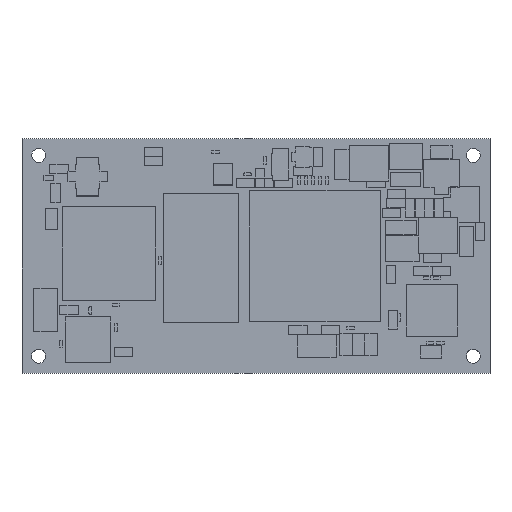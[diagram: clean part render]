
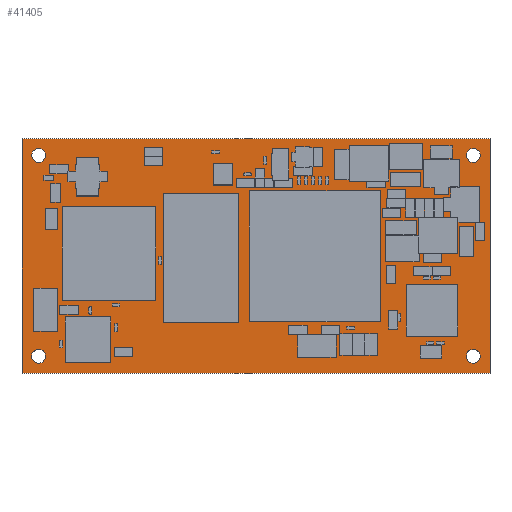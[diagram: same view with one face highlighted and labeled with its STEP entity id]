
A CAD part, top view. The second image highlights one B-rep face of the part: STEP entity #41405.
In plain terms, the highlighted planar face has unit normal (0, 0, 1).
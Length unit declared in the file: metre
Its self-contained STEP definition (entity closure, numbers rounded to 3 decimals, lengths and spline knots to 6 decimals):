
#786 = CIRCLE ( 'NONE', #7646, 0.000749 ) ;
#1545 = LINE ( 'NONE', #49310, #24505 ) ;
#2168 = AXIS2_PLACEMENT_3D ( 'NONE', #42582, #37135, #31682 ) ;
#2944 = EDGE_LOOP ( 'NONE', ( #19396, #43161 ) ) ;
#3229 = EDGE_CURVE ( 'NONE', #10271, #25598, #786, .T. ) ;
#3251 = CARTESIAN_POINT ( 'NONE',  ( 0., 0.025032, 0.00095 ) ) ;
#4292 = DIRECTION ( 'NONE',  ( 1., 0., 0. ) ) ;
#5404 = CARTESIAN_POINT ( 'NONE',  ( 0.048255, 0.023264, 0.00095 ) ) ;
#6151 = DIRECTION ( 'NONE',  ( -1., 0., 0. ) ) ;
#6356 = EDGE_LOOP ( 'NONE', ( #23188, #39233, #33028, #15102 ) ) ;
#7646 = AXIS2_PLACEMENT_3D ( 'NONE', #40979, #35523, #30079 ) ;
#8341 = DIRECTION ( 'NONE',  ( 1., 0., 0. ) ) ;
#8707 = LINE ( 'NONE', #3251, #37951 ) ;
#9111 = CIRCLE ( 'NONE', #17661, 0.000749 ) ;
#9501 = CARTESIAN_POINT ( 'NONE',  ( 0.001022, 0.001785, 0.00095 ) ) ;
#9503 = CARTESIAN_POINT ( 'NONE',  ( 0., 0.025032, 0.00095 ) ) ;
#9748 = DIRECTION ( 'NONE',  ( 0., 0., 1. ) ) ;
#10089 = VERTEX_POINT ( 'NONE', #33110 ) ;
#10271 = VERTEX_POINT ( 'NONE', #26997 ) ;
#11229 = CARTESIAN_POINT ( 'NONE',  ( 0.002523, 0.023264, 0.00095 ) ) ;
#11341 = CARTESIAN_POINT ( 'NONE',  ( 0.049005, 0.023264, 0.00095 ) ) ;
#11419 = DIRECTION ( 'NONE',  ( 1., 0., 0. ) ) ;
#11593 = DIRECTION ( 'NONE',  ( 0., 0., -1. ) ) ;
#11911 = EDGE_CURVE ( 'NONE', #22562, #36045, #29404, .T. ) ;
#12170 = EDGE_LOOP ( 'NONE', ( #46808, #52370 ) ) ;
#12663 = VERTEX_POINT ( 'NONE', #36982 ) ;
#13295 = CIRCLE ( 'NONE', #39404, 0.000749 ) ;
#13636 = ORIENTED_EDGE ( 'NONE', *, *, #30925, .F. ) ;
#13826 = CARTESIAN_POINT ( 'NONE',  ( 0.050032, 0., 0.00095 ) ) ;
#15102 = ORIENTED_EDGE ( 'NONE', *, *, #38194, .T. ) ;
#15213 = CARTESIAN_POINT ( 'NONE',  ( 0.001771, 0.001785, 0.00095 ) ) ;
#15299 = DIRECTION ( 'NONE',  ( 1., 0., 0. ) ) ;
#16914 = DIRECTION ( 'NONE',  ( 0., 0., 1. ) ) ;
#17080 = CARTESIAN_POINT ( 'NONE',  ( 0., 0., 0.00095 ) ) ;
#17661 = AXIS2_PLACEMENT_3D ( 'NONE', #15213, #9748, #4292 ) ;
#18123 = VERTEX_POINT ( 'NONE', #48998 ) ;
#19249 = LINE ( 'NONE', #13826, #20822 ) ;
#19396 = ORIENTED_EDGE ( 'NONE', *, *, #37431, .F. ) ;
#20739 = DIRECTION ( 'NONE',  ( 0., 0., 1. ) ) ;
#20822 = VECTOR ( 'NONE', #8341, 1. ) ;
#22463 = AXIS2_PLACEMENT_3D ( 'NONE', #38659, #16914, #11419 ) ;
#22509 = PLANE ( 'NONE',  #30529 ) ;
#22562 = VERTEX_POINT ( 'NONE', #31050 ) ;
#22590 = DIRECTION ( 'NONE',  ( 1., 0., 0. ) ) ;
#23095 = EDGE_CURVE ( 'NONE', #36045, #22562, #37583, .T. ) ;
#23188 = ORIENTED_EDGE ( 'NONE', *, *, #50797, .T. ) ;
#24223 = DIRECTION ( 'NONE',  ( 1., 0., 0. ) ) ;
#24505 = VECTOR ( 'NONE', #43843, 1. ) ;
#25383 = CIRCLE ( 'NONE', #2168, 0.000749 ) ;
#25598 = VERTEX_POINT ( 'NONE', #11229 ) ;
#25825 = DIRECTION ( 'NONE',  ( 0., -1., 0. ) ) ;
#26180 = CARTESIAN_POINT ( 'NONE',  ( 0.048241, 0.001786, 0.00095 ) ) ;
#26422 = FACE_BOUND ( 'NONE', #35064, .T. ) ;
#26997 = CARTESIAN_POINT ( 'NONE',  ( 0.001025, 0.023264, 0.00095 ) ) ;
#28034 = DIRECTION ( 'NONE',  ( 0., 0., 1. ) ) ;
#28938 = EDGE_CURVE ( 'NONE', #33925, #39097, #29532, .T. ) ;
#29404 = CIRCLE ( 'NONE', #29823, 0.000749 ) ;
#29532 = CIRCLE ( 'NONE', #22463, 0.000749 ) ;
#29630 = CARTESIAN_POINT ( 'NONE',  ( 0.00252, 0.001785, 0.00095 ) ) ;
#29660 = DIRECTION ( 'NONE',  ( 0., 0., 1. ) ) ;
#29823 = AXIS2_PLACEMENT_3D ( 'NONE', #33487, #28034, #22590 ) ;
#30079 = DIRECTION ( 'NONE',  ( 1., 0., 0. ) ) ;
#30529 = AXIS2_PLACEMENT_3D ( 'NONE', #17080, #11593, #6151 ) ;
#30925 = EDGE_CURVE ( 'NONE', #25598, #10271, #25383, .T. ) ;
#31050 = CARTESIAN_POINT ( 'NONE',  ( 0.047491, 0.001786, 0.00095 ) ) ;
#31248 = CARTESIAN_POINT ( 'NONE',  ( 0., 0., 0.00095 ) ) ;
#31425 = AXIS2_PLACEMENT_3D ( 'NONE', #26180, #20739, #15299 ) ;
#31682 = DIRECTION ( 'NONE',  ( 1., 0., 0. ) ) ;
#32302 = CARTESIAN_POINT ( 'NONE',  ( 0.050032, 0., 0.00095 ) ) ;
#33028 = ORIENTED_EDGE ( 'NONE', *, *, #50482, .T. ) ;
#33110 = CARTESIAN_POINT ( 'NONE',  ( 0., 0., 0.00095 ) ) ;
#33487 = CARTESIAN_POINT ( 'NONE',  ( 0.048241, 0.001786, 0.00095 ) ) ;
#33925 = VERTEX_POINT ( 'NONE', #9501 ) ;
#34652 = FACE_BOUND ( 'NONE', #2944, .T. ) ;
#34942 = ORIENTED_EDGE ( 'NONE', *, *, #3229, .F. ) ;
#35064 = EDGE_LOOP ( 'NONE', ( #13636, #34942 ) ) ;
#35523 = DIRECTION ( 'NONE',  ( 0., 0., 1. ) ) ;
#36045 = VERTEX_POINT ( 'NONE', #47921 ) ;
#36400 = EDGE_CURVE ( 'NONE', #39097, #33925, #9111, .T. ) ;
#36706 = LINE ( 'NONE', #31248, #40752 ) ;
#36844 = EDGE_LOOP ( 'NONE', ( #51941, #41706 ) ) ;
#36982 = CARTESIAN_POINT ( 'NONE',  ( 0.047506, 0.023264, 0.00095 ) ) ;
#37135 = DIRECTION ( 'NONE',  ( 0., 0., 1. ) ) ;
#37391 = FACE_BOUND ( 'NONE', #12170, .T. ) ;
#37431 = EDGE_CURVE ( 'NONE', #38366, #12663, #45931, .T. ) ;
#37583 = CIRCLE ( 'NONE', #31425, 0.000749 ) ;
#37951 = VECTOR ( 'NONE', #51024, 1. ) ;
#38194 = EDGE_CURVE ( 'NONE', #40502, #10089, #36706, .T. ) ;
#38366 = VERTEX_POINT ( 'NONE', #11341 ) ;
#38659 = CARTESIAN_POINT ( 'NONE',  ( 0.001771, 0.001785, 0.00095 ) ) ;
#38752 = FACE_BOUND ( 'NONE', #36844, .T. ) ;
#39097 = VERTEX_POINT ( 'NONE', #29630 ) ;
#39233 = ORIENTED_EDGE ( 'NONE', *, *, #43723, .T. ) ;
#39404 = AXIS2_PLACEMENT_3D ( 'NONE', #40565, #29660, #24223 ) ;
#39463 = VERTEX_POINT ( 'NONE', #32302 ) ;
#40502 = VERTEX_POINT ( 'NONE', #9503 ) ;
#40565 = CARTESIAN_POINT ( 'NONE',  ( 0.048255, 0.023264, 0.00095 ) ) ;
#40752 = VECTOR ( 'NONE', #25825, 1. ) ;
#40979 = CARTESIAN_POINT ( 'NONE',  ( 0.001774, 0.023264, 0.00095 ) ) ;
#41405 = ADVANCED_FACE ( 'NONE', ( #26422, #34652, #37391, #38752, #41523 ), #22509, .F. ) ;
#41523 = FACE_OUTER_BOUND ( 'NONE', #6356, .T. ) ;
#41706 = ORIENTED_EDGE ( 'NONE', *, *, #28938, .F. ) ;
#42582 = CARTESIAN_POINT ( 'NONE',  ( 0.001774, 0.023264, 0.00095 ) ) ;
#43161 = ORIENTED_EDGE ( 'NONE', *, *, #45800, .F. ) ;
#43723 = EDGE_CURVE ( 'NONE', #39463, #18123, #1545, .T. ) ;
#43843 = DIRECTION ( 'NONE',  ( 0., 1., 0. ) ) ;
#45800 = EDGE_CURVE ( 'NONE', #12663, #38366, #13295, .T. ) ;
#45931 = CIRCLE ( 'NONE', #49983, 0.000749 ) ;
#46808 = ORIENTED_EDGE ( 'NONE', *, *, #23095, .F. ) ;
#47689 = DIRECTION ( 'NONE',  ( 1., 0., 0. ) ) ;
#47921 = CARTESIAN_POINT ( 'NONE',  ( 0.04899, 0.001786, 0.00095 ) ) ;
#48998 = CARTESIAN_POINT ( 'NONE',  ( 0.050032, 0.025032, 0.00095 ) ) ;
#49310 = CARTESIAN_POINT ( 'NONE',  ( 0.050032, 0.025032, 0.00095 ) ) ;
#49983 = AXIS2_PLACEMENT_3D ( 'NONE', #5404, #53169, #47689 ) ;
#50482 = EDGE_CURVE ( 'NONE', #18123, #40502, #8707, .T. ) ;
#50797 = EDGE_CURVE ( 'NONE', #10089, #39463, #19249, .T. ) ;
#51024 = DIRECTION ( 'NONE',  ( -1., 0., 0. ) ) ;
#51941 = ORIENTED_EDGE ( 'NONE', *, *, #36400, .F. ) ;
#52370 = ORIENTED_EDGE ( 'NONE', *, *, #11911, .F. ) ;
#53169 = DIRECTION ( 'NONE',  ( 0., 0., 1. ) ) ;
